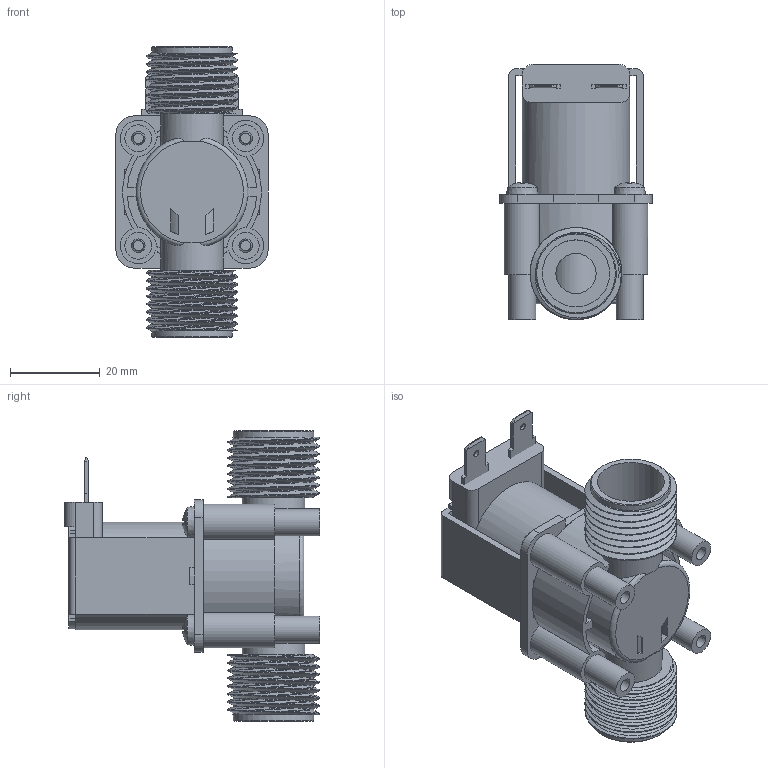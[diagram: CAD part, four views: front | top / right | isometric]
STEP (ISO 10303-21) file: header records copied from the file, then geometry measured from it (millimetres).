
FILE_DESCRIPTION(/* description */ (''),/* implementation_level */ '2;1');
FILE_NAME(/* name */ 'Solinoid Valve Assembly.stp',/* time_stamp */ '2023-11-09T19:35:52+10:30',/* author */ ('Glen Collingwood'),/* organization */ (''),/* preprocessor_version */ 'ST-DEVELOPER v20',/* originating_system */ 'Autodesk Inventor 2024',/* authorisation */ '');
FILE_SCHEMA (('AUTOMOTIVE_DESIGN { 1 0 10303 214 3 1 1 }'));
Length unit declared in the file: millimetre
Products named in the file (9): Solinoid Valve Assembly; Body; Pressure Plate; Diaphram; Piston; Plunger; Frame; ANSI B18.6.5M - 3.5 x 1.3 x 13  - B - I; Solenoid
Assembly tree (11 placements, depth 2):
  Solinoid Valve Assembly
    Body
    Pressure Plate
    Diaphram
    Piston
    Plunger
    Frame
    ANSI B18.6.5M - 3.5 x 1.3 x 13  - B - I  x4
    Solenoid
Bounding box: 34 x 57 x 65 mm (x, y, z)
Volume: 34258.6 mm3; surface area: 35657.4 mm2
Topology: 18 solids, 18 shells, 575 faces, 1482 edges, 982 vertices
Faces by surface type: plane 296, cylinder 186, cone 59, torus 22, bspline 8, sphere 4
Full cylindrical faces by diameter (mm): 0.5 x2, 1.5 x6, 2 x2, 2.5 x1, 3 x11, 3.5 x4, 4 x3, 5 x4, 6 x6, 8 x1, 8.4 x1, 8.5 x1, 9 x4, 10 x4, 11.5 x1, 14 x2, 15 x2, 18 x17, 19 x2, 20 x2, 20.5 x14, 21 x1, 21.5 x2, 22.5 x2, 23.5 x1, 24 x1, 24.5 x1, 26.5 x2
Entity records: 21250 total; most frequent: CARTESIAN_POINT 8559, ORIENTED_EDGE 2536, DIRECTION 2504, EDGE_CURVE 1268, AXIS2_PLACEMENT_3D 922, VERTEX_POINT 838, LINE 660, VECTOR 660
